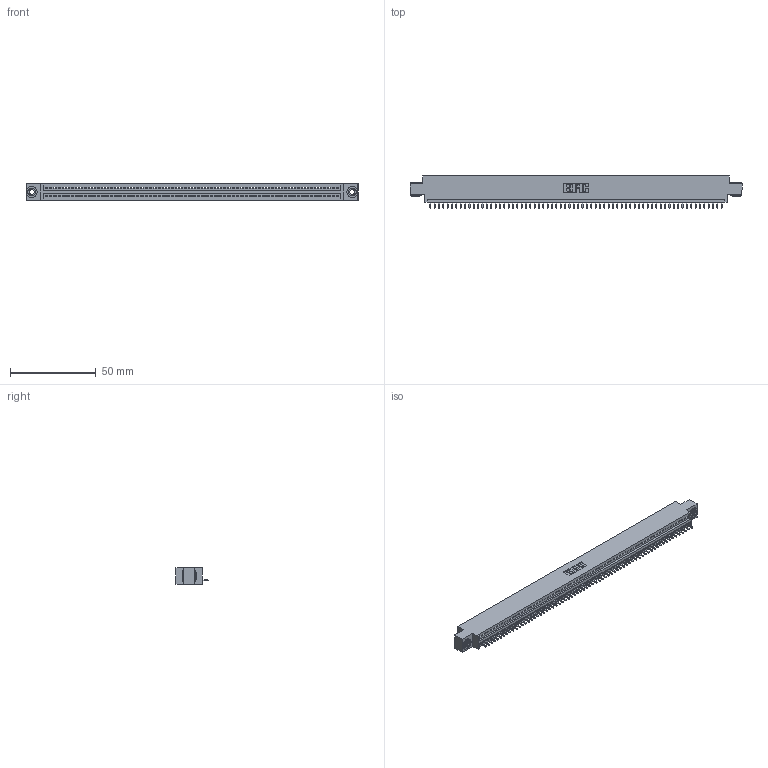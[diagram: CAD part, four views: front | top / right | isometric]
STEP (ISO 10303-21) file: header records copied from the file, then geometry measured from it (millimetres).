
FILE_DESCRIPTION (( 'STEP AP203' ), '1' );
FILE_NAME ('395-068-521-603.STEP', '2018-11-25T13:15:13', ( '' ), ( '' ), 'SwSTEP 2.0', 'SolidWorks 2016', '' );
FILE_SCHEMA (( 'CONFIG_CONTROL_DESIGN' ));
Length unit declared in the file: inch
Products named in the file (4): 395-068-521-603; 345-292-001_345-293-121; 345 Part_0.170 Offset - 0.156 Dia-TH; 345-250-002_345-250-002-102
Assembly tree (71 placements, depth 2):
  395-068-521-603
    345 Part_0.170 Offset - 0.156 Dia-TH
    345-292-001_345-293-121  x68
    345-250-002_345-250-002-102  x2
Bounding box: 193.93 x 18.72 x 9.4 mm (x, y, z)
Volume: 18345.1 mm3; surface area: 24316.7 mm2
Topology: 71 solids, 71 shells, 4112 faces, 12397 edges, 8170 vertices
Faces by surface type: plane 2814, cylinder 1290, cone 8
Entity records: 48478 total; most frequent: CARTESIAN_POINT 8375, ORIENTED_EDGE 8370, DIRECTION 7307, EDGE_CURVE 4185, LINE 3757, VECTOR 3757, VERTEX_POINT 2786, AXIS2_PLACEMENT_3D 1775
